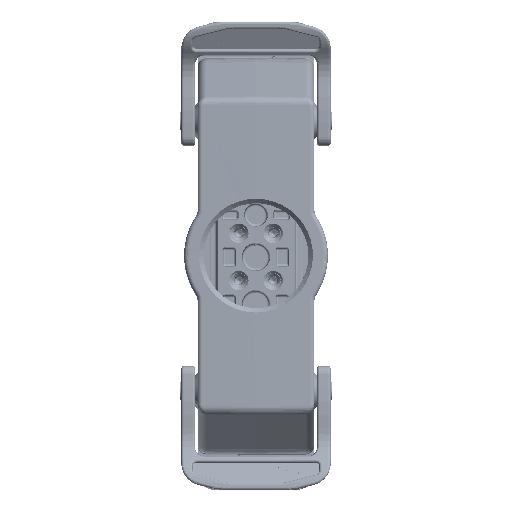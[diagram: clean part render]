
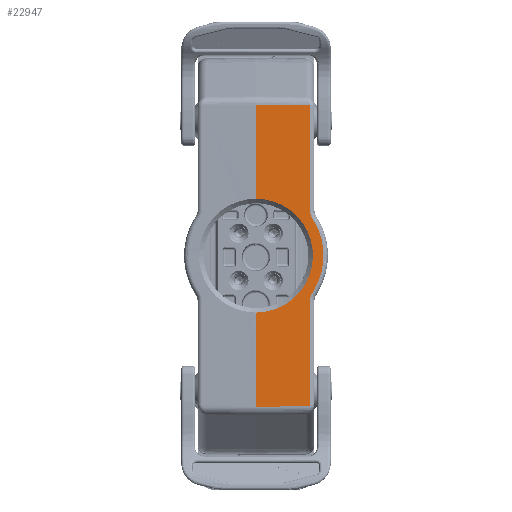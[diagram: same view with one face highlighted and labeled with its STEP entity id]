
A CAD part, top view. The second image highlights one B-rep face of the part: STEP entity #22947.
In plain terms, the highlighted planar face has unit normal (0.018, 0, 1).
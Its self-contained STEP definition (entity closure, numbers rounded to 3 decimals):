
#7543=PLANE('',#160523);
#15169=CIRCLE('',#160522,14.998);
#22947=ADVANCED_FACE('',(#30733),#7543,.T.);
#30733=FACE_OUTER_BOUND('',#39351,.T.);
#39351=EDGE_LOOP('',(#83326,#83327,#83328,#83329,#83330,#83331,#83332,#83333,
#83334,#83335,#83336,#83337,#83338,#83339));
#83326=ORIENTED_EDGE('',*,*,#121267,.T.);
#83327=ORIENTED_EDGE('',*,*,#121242,.F.);
#83328=ORIENTED_EDGE('',*,*,#121271,.F.);
#83329=ORIENTED_EDGE('',*,*,#121272,.T.);
#83330=ORIENTED_EDGE('',*,*,#121273,.T.);
#83331=ORIENTED_EDGE('',*,*,#121274,.F.);
#83332=ORIENTED_EDGE('',*,*,#121275,.T.);
#83333=ORIENTED_EDGE('',*,*,#121113,.T.);
#83334=ORIENTED_EDGE('',*,*,#121119,.F.);
#83335=ORIENTED_EDGE('',*,*,#121132,.F.);
#83336=ORIENTED_EDGE('',*,*,#121266,.T.);
#83337=ORIENTED_EDGE('',*,*,#121253,.T.);
#83338=ORIENTED_EDGE('',*,*,#121255,.T.);
#83339=ORIENTED_EDGE('',*,*,#121270,.T.);
#98691=VERTEX_POINT('',#327410);
#98862=VERTEX_POINT('',#328062);
#98863=VERTEX_POINT('',#328063);
#98867=VERTEX_POINT('',#328087);
#98875=VERTEX_POINT('',#328215);
#98939=VERTEX_POINT('',#328569);
#98946=VERTEX_POINT('',#328600);
#98947=VERTEX_POINT('',#328610);
#98948=VERTEX_POINT('',#328620);
#98953=VERTEX_POINT('',#328809);
#98954=VERTEX_POINT('',#328829);
#98955=VERTEX_POINT('',#328831);
#98956=VERTEX_POINT('',#328838);
#98957=VERTEX_POINT('',#328840);
#121113=EDGE_CURVE('',#98862,#98863,#139274,.T.);
#121119=EDGE_CURVE('',#98867,#98863,#130485,.T.);
#121132=EDGE_CURVE('',#98875,#98867,#130492,.T.);
#121242=EDGE_CURVE('',#98691,#98939,#130509,.T.);
#121253=EDGE_CURVE('',#98946,#98947,#130516,.T.);
#121255=EDGE_CURVE('',#98947,#98948,#130518,.T.);
#121266=EDGE_CURVE('',#98875,#98946,#130525,.T.);
#121267=EDGE_CURVE('',#98953,#98939,#130526,.T.);
#121270=EDGE_CURVE('',#98948,#98953,#130529,.T.);
#121271=EDGE_CURVE('',#98954,#98691,#130530,.T.);
#121272=EDGE_CURVE('',#98954,#98955,#139343,.T.);
#121273=EDGE_CURVE('',#98955,#98956,#130531,.T.);
#121274=EDGE_CURVE('',#98957,#98956,#15169,.T.);
#121275=EDGE_CURVE('',#98957,#98862,#130532,.T.);
#130485=B_SPLINE_CURVE_WITH_KNOTS('',3,(#328088,#328089,#328090,#328091),
 .UNSPECIFIED.,.F.,.F.,(4,4),(0.,1.),.UNSPECIFIED.);
#130492=B_SPLINE_CURVE_WITH_KNOTS('',3,(#328222,#328223,#328224,#328225),
 .UNSPECIFIED.,.F.,.F.,(4,4),(0.,1.),.UNSPECIFIED.);
#130509=B_SPLINE_CURVE_WITH_KNOTS('',3,(#328565,#328566,#328567,#328568),
 .UNSPECIFIED.,.F.,.F.,(4,4),(0.,1.),.UNSPECIFIED.);
#130516=B_SPLINE_CURVE_WITH_KNOTS('',3,(#328611,#328612,#328613,#328614),
 .UNSPECIFIED.,.F.,.F.,(4,4),(0.,1.),.UNSPECIFIED.);
#130518=B_SPLINE_CURVE_WITH_KNOTS('',3,(#328622,#328623,#328624,#328625,
#328626,#328627,#328628,#328629,#328630,#328631),.UNSPECIFIED.,.F.,.F.,
(4,2,2,2,4),(0.,0.25,0.5,0.75,1.),.UNSPECIFIED.);
#130525=B_SPLINE_CURVE_WITH_KNOTS('',3,(#328801,#328802,#328803,#328804),
 .UNSPECIFIED.,.F.,.F.,(4,4),(0.,1.),.UNSPECIFIED.);
#130526=B_SPLINE_CURVE_WITH_KNOTS('',3,(#328805,#328806,#328807,#328808),
 .UNSPECIFIED.,.F.,.F.,(4,4),(0.,1.),.UNSPECIFIED.);
#130529=B_SPLINE_CURVE_WITH_KNOTS('',3,(#328820,#328821,#328822,#328823),
 .UNSPECIFIED.,.F.,.F.,(4,4),(0.,1.),.UNSPECIFIED.);
#130530=B_SPLINE_CURVE_WITH_KNOTS('',3,(#328825,#328826,#328827,#328828),
 .UNSPECIFIED.,.F.,.F.,(4,4),(0.,1.),.UNSPECIFIED.);
#130531=B_SPLINE_CURVE_WITH_KNOTS('',3,(#328832,#328833,#328834,#328835,
#328836,#328837),.UNSPECIFIED.,.F.,.F.,(4,1,1,4),(0.,0.333,0.667,
1.),.UNSPECIFIED.);
#130532=B_SPLINE_CURVE_WITH_KNOTS('',3,(#328841,#328842,#328843,#328844,
#328845,#328846),.UNSPECIFIED.,.F.,.F.,(4,1,1,4),(0.,0.333,0.667,
1.),.UNSPECIFIED.);
#139274=LINE('',#328061,#146807);
#139343=LINE('',#328830,#146876);
#146807=VECTOR('',#194743,1.);
#146876=VECTOR('',#195000,1.);
#160522=AXIS2_PLACEMENT_3D('',#328839,#195001,#195002);
#160523=AXIS2_PLACEMENT_3D('',#328847,#195003,#195004);
#194743=DIRECTION('',(0.,1.,0.));
#195000=DIRECTION('',(0.,1.,0.));
#195001=DIRECTION('',(-0.017,0.,-1.));
#195002=DIRECTION('',(0.833,0.553,-0.015));
#195003=DIRECTION('',(0.017,0.,1.));
#195004=DIRECTION('',(0.,-1.,0.));
#327410=CARTESIAN_POINT('',(263.361,318.675,-0.889));
#328061=CARTESIAN_POINT('',(263.447,362.099,-0.891));
#328062=CARTESIAN_POINT('',(263.447,362.099,-0.891));
#328063=CARTESIAN_POINT('',(263.447,385.174,-0.891));
#328087=CARTESIAN_POINT('',(263.361,385.623,-0.89));
#328088=CARTESIAN_POINT('',(263.361,385.623,-0.889));
#328089=CARTESIAN_POINT('',(263.418,385.481,-0.89));
#328090=CARTESIAN_POINT('',(263.448,385.327,-0.891));
#328091=CARTESIAN_POINT('',(263.447,385.174,-0.891));
#328215=CARTESIAN_POINT('',(251.43,385.755,-0.681));
#328222=CARTESIAN_POINT('',(251.43,385.755,-0.681));
#328223=CARTESIAN_POINT('',(255.407,385.711,-0.751));
#328224=CARTESIAN_POINT('',(259.384,385.667,-0.82));
#328225=CARTESIAN_POINT('',(263.361,385.623,-0.889));
#328565=CARTESIAN_POINT('',(263.361,318.675,-0.889));
#328566=CARTESIAN_POINT('',(259.384,318.63,-0.82));
#328567=CARTESIAN_POINT('',(255.407,318.586,-0.751));
#328568=CARTESIAN_POINT('',(251.43,318.542,-0.681));
#328569=CARTESIAN_POINT('',(251.43,318.542,-0.681));
#328600=CARTESIAN_POINT('',(251.43,364.799,-0.681));
#328610=CARTESIAN_POINT('',(251.447,364.799,-0.682));
#328611=CARTESIAN_POINT('',(251.43,364.799,-0.681));
#328612=CARTESIAN_POINT('',(251.436,364.799,-0.681));
#328613=CARTESIAN_POINT('',(251.441,364.799,-0.681));
#328614=CARTESIAN_POINT('',(251.447,364.799,-0.682));
#328620=CARTESIAN_POINT('',(251.447,339.499,-0.682));
#328622=CARTESIAN_POINT('',(251.447,364.799,-0.682));
#328623=CARTESIAN_POINT('',(254.668,364.804,-0.738));
#328624=CARTESIAN_POINT('',(258.013,363.466,-0.796));
#328625=CARTESIAN_POINT('',(262.744,358.749,-0.879));
#328626=CARTESIAN_POINT('',(264.097,355.483,-0.902));
#328627=CARTESIAN_POINT('',(264.098,348.816,-0.902));
#328628=CARTESIAN_POINT('',(262.733,345.538,-0.879));
#328629=CARTESIAN_POINT('',(258.026,340.844,-0.796));
#328630=CARTESIAN_POINT('',(254.671,339.494,-0.738));
#328631=CARTESIAN_POINT('',(251.447,339.499,-0.682));
#328801=CARTESIAN_POINT('',(251.43,385.755,-0.681));
#328802=CARTESIAN_POINT('',(251.43,378.77,-0.681));
#328803=CARTESIAN_POINT('',(251.43,371.784,-0.681));
#328804=CARTESIAN_POINT('',(251.43,364.799,-0.681));
#328805=CARTESIAN_POINT('',(251.43,339.499,-0.681));
#328806=CARTESIAN_POINT('',(251.43,332.513,-0.681));
#328807=CARTESIAN_POINT('',(251.43,325.528,-0.681));
#328808=CARTESIAN_POINT('',(251.43,318.542,-0.681));
#328809=CARTESIAN_POINT('',(251.43,339.499,-0.681));
#328820=CARTESIAN_POINT('',(251.447,339.499,-0.682));
#328821=CARTESIAN_POINT('',(251.441,339.499,-0.681));
#328822=CARTESIAN_POINT('',(251.436,339.499,-0.681));
#328823=CARTESIAN_POINT('',(251.43,339.499,-0.681));
#328825=CARTESIAN_POINT('',(263.447,319.123,-0.891));
#328826=CARTESIAN_POINT('',(263.448,318.97,-0.891));
#328827=CARTESIAN_POINT('',(263.418,318.817,-0.89));
#328828=CARTESIAN_POINT('',(263.361,318.675,-0.889));
#328829=CARTESIAN_POINT('',(263.447,319.123,-0.891));
#328830=CARTESIAN_POINT('',(263.447,319.123,-0.891));
#328831=CARTESIAN_POINT('',(263.447,342.199,-0.891));
#328832=CARTESIAN_POINT('',(263.447,342.199,-0.891));
#328833=CARTESIAN_POINT('',(263.447,342.396,-0.891));
#328834=CARTESIAN_POINT('',(263.485,342.783,-0.892));
#328835=CARTESIAN_POINT('',(263.656,343.349,-0.895));
#328836=CARTESIAN_POINT('',(263.838,343.692,-0.898));
#328837=CARTESIAN_POINT('',(263.947,343.857,-0.9));
#328838=CARTESIAN_POINT('',(263.947,343.857,-0.9));
#328839=CARTESIAN_POINT('',(251.451,352.149,-0.682));
#328840=CARTESIAN_POINT('',(263.947,360.44,-0.9));
#328841=CARTESIAN_POINT('',(263.947,360.44,-0.9));
#328842=CARTESIAN_POINT('',(263.838,360.605,-0.898));
#328843=CARTESIAN_POINT('',(263.656,360.948,-0.895));
#328844=CARTESIAN_POINT('',(263.485,361.514,-0.892));
#328845=CARTESIAN_POINT('',(263.447,361.901,-0.891));
#328846=CARTESIAN_POINT('',(263.447,362.099,-0.891));
#328847=CARTESIAN_POINT('',(251.43,387.029,-0.681));
